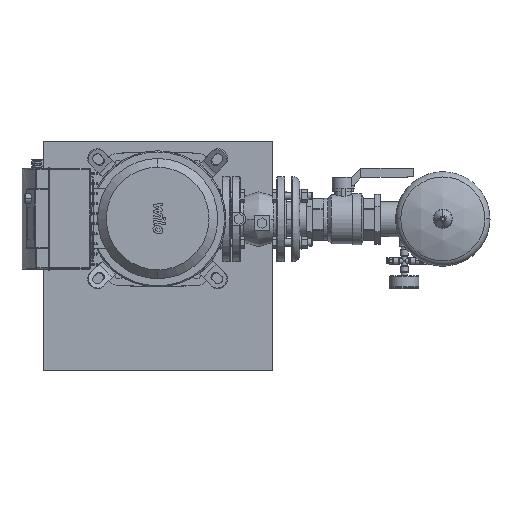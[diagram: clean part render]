
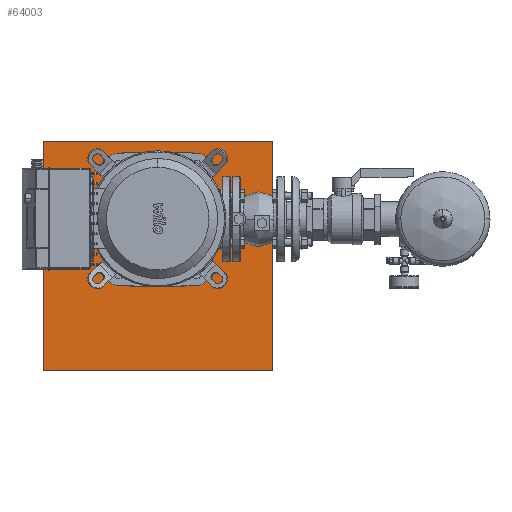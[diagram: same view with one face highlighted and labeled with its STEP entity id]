
A CAD part, top view. The second image highlights one B-rep face of the part: STEP entity #64003.
In plain terms, the highlighted planar face has unit normal (0, 0, 1).
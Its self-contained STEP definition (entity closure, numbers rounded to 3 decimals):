
#63964=CARTESIAN_POINT('',(-250.0,0.0,125.0));
#63965=DIRECTION('',(0.0,0.0,1.0));
#63966=DIRECTION('',(0.0,-1.0,0.0));
#63967=AXIS2_PLACEMENT_3D('',#63964,#63965,#63966);
#63968=PLANE('',#63967);
#63969=CARTESIAN_POINT('',(250.0,-250.0,125.));
#63970=VERTEX_POINT('',#63969);
#63971=CARTESIAN_POINT('',(250.0,250.0,125.));
#63972=VERTEX_POINT('',#63971);
#63973=CARTESIAN_POINT('',(250.0,-250.0,125.));
#63974=DIRECTION('',(0.0,1.0,0.0));
#63975=VECTOR('',#63974,500.0);
#63976=LINE('',#63973,#63975);
#63977=EDGE_CURVE('',#63970,#63972,#63976,.T.);
#63978=ORIENTED_EDGE('',*,*,#63977,.T.);
#63979=CARTESIAN_POINT('',(-250.0,250.0,125.));
#63980=VERTEX_POINT('',#63979);
#63981=CARTESIAN_POINT('',(-250.0,250.0,125.));
#63982=DIRECTION('',(1.0,0.0,0.0));
#63983=VECTOR('',#63982,500.0);
#63984=LINE('',#63981,#63983);
#63985=EDGE_CURVE('',#63980,#63972,#63984,.T.);
#63986=ORIENTED_EDGE('',*,*,#63985,.F.);
#63987=CARTESIAN_POINT('',(-250.0,-250.0,125.));
#63988=VERTEX_POINT('',#63987);
#63989=CARTESIAN_POINT('',(-250.0,250.0,125.));
#63990=DIRECTION('',(0.0,-1.0,0.0));
#63991=VECTOR('',#63990,500.0);
#63992=LINE('',#63989,#63991);
#63993=EDGE_CURVE('',#63980,#63988,#63992,.T.);
#63994=ORIENTED_EDGE('',*,*,#63993,.T.);
#63995=CARTESIAN_POINT('',(-250.0,-250.0,125.));
#63996=DIRECTION('',(1.0,0.0,0.0));
#63997=VECTOR('',#63996,500.0);
#63998=LINE('',#63995,#63997);
#63999=EDGE_CURVE('',#63988,#63970,#63998,.T.);
#64000=ORIENTED_EDGE('',*,*,#63999,.T.);
#64001=EDGE_LOOP('',(#63978,#63986,#63994,#64000));
#64002=FACE_OUTER_BOUND('',#64001,.T.);
#64003=ADVANCED_FACE('',(#64002),#63968,.T.);
